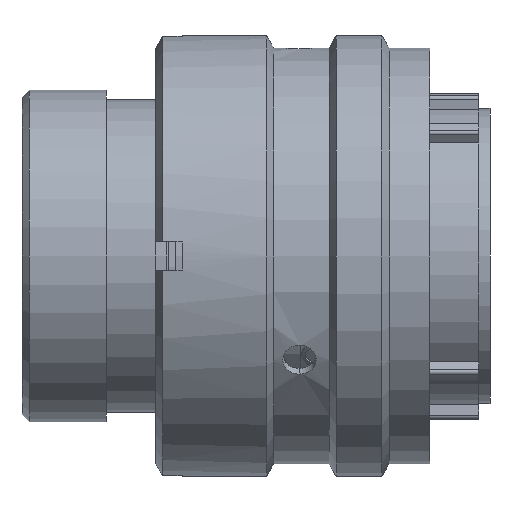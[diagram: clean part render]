
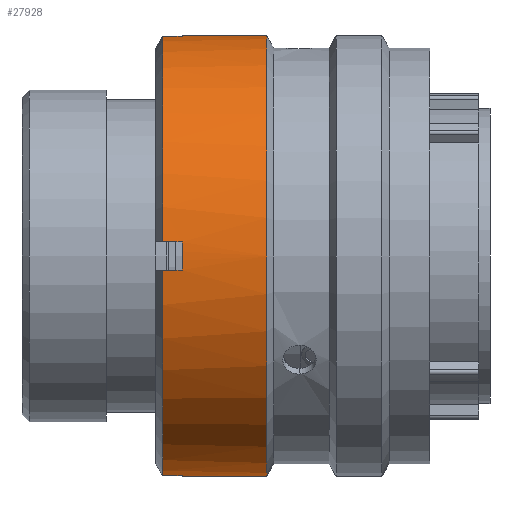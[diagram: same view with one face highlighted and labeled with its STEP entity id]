
A CAD part, front view. The second image highlights one B-rep face of the part: STEP entity #27928.
In plain terms, the highlighted cylindrical face has radius 15.7 mm (diameter 31.4 mm), a partial arc.
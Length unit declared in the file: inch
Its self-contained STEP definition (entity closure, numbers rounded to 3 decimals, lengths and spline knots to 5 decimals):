
#5713 = CARTESIAN_POINT ( 'NONE',  ( 0.68661, 0., -0.61811 ) ) ;
#5754 = CARTESIAN_POINT ( 'NONE',  ( 0.44961, -0.03937, 0.61686 ) ) ;
#5925 = CARTESIAN_POINT ( 'NONE',  ( 0.44961, -0.61686, -0.03937 ) ) ;
#6027 = CARTESIAN_POINT ( 'NONE',  ( 0.39449, -0.03937, -0.61686 ) ) ;
#6080 = CARTESIAN_POINT ( 'NONE',  ( 0.39449, -0.03937, 0.61686 ) ) ;
#6216 = CARTESIAN_POINT ( 'NONE',  ( 0.39449, -0.61686, 0.03937 ) ) ;
#7315 = EDGE_LOOP ( 'NONE', ( #67566, #67568, #67570, #67572, #67574, #67576, #67578, #67580, #67582, #67584, #67586, #67588 ) ) ;
#9939 = CARTESIAN_POINT ( 'NONE',  ( 0.39449, -0.61686, -0.03937 ) ) ;
#9972 = CARTESIAN_POINT ( 'NONE',  ( 0.44961, -0.03937, -0.61686 ) ) ;
#9975 = CARTESIAN_POINT ( 'NONE',  ( 0.44961, 0., 0.61811 ) ) ;
#9999 = CARTESIAN_POINT ( 'NONE',  ( 0.44961, 0., -0.61811 ) ) ;
#10023 = CARTESIAN_POINT ( 'NONE',  ( 0.68661, 0., 0.61811 ) ) ;
#10213 = CARTESIAN_POINT ( 'NONE',  ( 0.44961, -0.61686, 0.03937 ) ) ;
#20867 = CYLINDRICAL_SURFACE ( 'NONE', #21424, 0.61811 ) ;
#20868 = FACE_OUTER_BOUND ( 'NONE', #7315, .T. ) ;
#20869 = CARTESIAN_POINT ( 'NONE',  ( 1.14449, 0., 0. ) ) ;
#20881 = DIRECTION ( 'NONE',  ( 1., 0., 0. ) ) ;
#20882 = DIRECTION ( 'NONE',  ( 0., 0., -1. ) ) ;
#21424 = AXIS2_PLACEMENT_3D ( 'NONE', #20869, #20881, #20882 ) ;
#27928 = ADVANCED_FACE ( 'NONE', ( #20868 ), #20867, .T. ) ;
#29216 = VERTEX_POINT ( 'NONE', #9939 ) ;
#29249 = VERTEX_POINT ( 'NONE', #9972 ) ;
#29252 = VERTEX_POINT ( 'NONE', #9975 ) ;
#29276 = VERTEX_POINT ( 'NONE', #9999 ) ;
#29300 = VERTEX_POINT ( 'NONE', #10023 ) ;
#29497 = VERTEX_POINT ( 'NONE', #10213 ) ;
#29683 = VERTEX_POINT ( 'NONE', #5713 ) ;
#29735 = VERTEX_POINT ( 'NONE', #5754 ) ;
#29899 = VERTEX_POINT ( 'NONE', #5925 ) ;
#30015 = VERTEX_POINT ( 'NONE', #6027 ) ;
#30057 = VERTEX_POINT ( 'NONE', #6080 ) ;
#30193 = VERTEX_POINT ( 'NONE', #6216 ) ;
#36831 = EDGE_CURVE ( 'NONE', #29252, #29300, #59381, .T. ) ;
#36833 = EDGE_CURVE ( 'NONE', #29276, #29683, #59388, .T. ) ;
#36958 = EDGE_CURVE ( 'NONE', #30057, #30193, #64719, .T. ) ;
#36966 = EDGE_CURVE ( 'NONE', #29252, #29735, #64720, .T. ) ;
#36967 = EDGE_CURVE ( 'NONE', #29735, #30057, #60072, .T. ) ;
#36968 = EDGE_CURVE ( 'NONE', #30193, #29497, #63753, .T. ) ;
#36970 = EDGE_CURVE ( 'NONE', #29497, #29899, #64725, .T. ) ;
#36972 = EDGE_CURVE ( 'NONE', #29899, #29216, #60076, .T. ) ;
#36974 = EDGE_CURVE ( 'NONE', #29216, #30015, #64728, .T. ) ;
#36976 = EDGE_CURVE ( 'NONE', #30015, #29249, #63756, .T. ) ;
#36978 = EDGE_CURVE ( 'NONE', #29249, #29276, #64731, .T. ) ;
#36980 = EDGE_CURVE ( 'NONE', #29300, #29683, #64732, .T. ) ;
#59377 = CARTESIAN_POINT ( 'NONE',  ( 1.14449, 0., 0.61811 ) ) ;
#59381 = LINE ( 'NONE', #59377, #64679 ) ;
#59387 = DIRECTION ( 'NONE',  ( 1., 0., 0. ) ) ;
#59388 = LINE ( 'NONE', #59390, #64682 ) ;
#59390 = CARTESIAN_POINT ( 'NONE',  ( 1.14449, 0., -0.61811 ) ) ;
#59391 = DIRECTION ( 'NONE',  ( 1., 0., 0. ) ) ;
#60053 = CARTESIAN_POINT ( 'NONE',  ( 0.39449, 0., 0. ) ) ;
#60054 = DIRECTION ( 'NONE',  ( 1., 0., 0. ) ) ;
#60055 = DIRECTION ( 'NONE',  ( 0., 0., -1. ) ) ;
#60071 = CARTESIAN_POINT ( 'NONE',  ( 1.14449, -0.03937, 0.61686 ) ) ;
#60072 = LINE ( 'NONE', #60071, #64722 ) ;
#60076 = LINE ( 'NONE', #63748, #64726 ) ;
#63748 = CARTESIAN_POINT ( 'NONE',  ( 1.14449, -0.61686, -0.03937 ) ) ;
#63749 = CARTESIAN_POINT ( 'NONE',  ( 0.44961, 0., 0. ) ) ;
#63750 = DIRECTION ( 'NONE',  ( 1., 0., 0. ) ) ;
#63751 = DIRECTION ( 'NONE',  ( 0., 0., 1. ) ) ;
#63752 = DIRECTION ( 'NONE',  ( -1., 0., 0. ) ) ;
#63753 = LINE ( 'NONE', #63754, #64724 ) ;
#63754 = CARTESIAN_POINT ( 'NONE',  ( 1.14449, -0.61686, 0.03937 ) ) ;
#63755 = DIRECTION ( 'NONE',  ( 1., 0., 0. ) ) ;
#63756 = LINE ( 'NONE', #63757, #64729 ) ;
#63757 = CARTESIAN_POINT ( 'NONE',  ( 1.14449, -0.03937, -0.61686 ) ) ;
#63758 = CARTESIAN_POINT ( 'NONE',  ( 0.44961, 0., 0. ) ) ;
#63759 = DIRECTION ( 'NONE',  ( 1., 0., 0. ) ) ;
#63760 = DIRECTION ( 'NONE',  ( 0., 0., 1. ) ) ;
#63761 = DIRECTION ( 'NONE',  ( -1., 0., 0. ) ) ;
#63762 = CARTESIAN_POINT ( 'NONE',  ( 0.39449, 0., 0. ) ) ;
#63763 = DIRECTION ( 'NONE',  ( 1., 0., 0. ) ) ;
#63764 = DIRECTION ( 'NONE',  ( 0., 0., -1. ) ) ;
#63765 = DIRECTION ( 'NONE',  ( 1., 0., 0. ) ) ;
#63768 = CARTESIAN_POINT ( 'NONE',  ( 0.44961, 0., 0. ) ) ;
#63769 = DIRECTION ( 'NONE',  ( 1., 0., 0. ) ) ;
#63770 = DIRECTION ( 'NONE',  ( 0., 0., 1. ) ) ;
#63772 = CARTESIAN_POINT ( 'NONE',  ( 0.68661, 0., 0. ) ) ;
#63773 = DIRECTION ( 'NONE',  ( 1., 0., 0. ) ) ;
#63774 = DIRECTION ( 'NONE',  ( 0., 0., -1. ) ) ;
#64679 = VECTOR ( 'NONE', #59387, 39.37008 ) ;
#64682 = VECTOR ( 'NONE', #59391, 39.37008 ) ;
#64719 = CIRCLE ( 'NONE', #64721, 0.61811 ) ;
#64720 = CIRCLE ( 'NONE', #64723, 0.61811 ) ;
#64721 = AXIS2_PLACEMENT_3D ( 'NONE', #60053, #60054, #60055 ) ;
#64722 = VECTOR ( 'NONE', #63752, 39.37008 ) ;
#64723 = AXIS2_PLACEMENT_3D ( 'NONE', #63749, #63750, #63751 ) ;
#64724 = VECTOR ( 'NONE', #63755, 39.37008 ) ;
#64725 = CIRCLE ( 'NONE', #64727, 0.61811 ) ;
#64726 = VECTOR ( 'NONE', #63761, 39.37008 ) ;
#64727 = AXIS2_PLACEMENT_3D ( 'NONE', #63758, #63759, #63760 ) ;
#64728 = CIRCLE ( 'NONE', #64730, 0.61811 ) ;
#64729 = VECTOR ( 'NONE', #63765, 39.37008 ) ;
#64730 = AXIS2_PLACEMENT_3D ( 'NONE', #63762, #63763, #63764 ) ;
#64731 = CIRCLE ( 'NONE', #64733, 0.61811 ) ;
#64732 = CIRCLE ( 'NONE', #64735, 0.61811 ) ;
#64733 = AXIS2_PLACEMENT_3D ( 'NONE', #63768, #63769, #63770 ) ;
#64735 = AXIS2_PLACEMENT_3D ( 'NONE', #63772, #63773, #63774 ) ;
#67566 = ORIENTED_EDGE ( 'NONE', *, *, #36831, .F. ) ;
#67568 = ORIENTED_EDGE ( 'NONE', *, *, #36966, .T. ) ;
#67570 = ORIENTED_EDGE ( 'NONE', *, *, #36967, .T. ) ;
#67572 = ORIENTED_EDGE ( 'NONE', *, *, #36958, .T. ) ;
#67574 = ORIENTED_EDGE ( 'NONE', *, *, #36968, .T. ) ;
#67576 = ORIENTED_EDGE ( 'NONE', *, *, #36970, .T. ) ;
#67578 = ORIENTED_EDGE ( 'NONE', *, *, #36972, .T. ) ;
#67580 = ORIENTED_EDGE ( 'NONE', *, *, #36974, .T. ) ;
#67582 = ORIENTED_EDGE ( 'NONE', *, *, #36976, .T. ) ;
#67584 = ORIENTED_EDGE ( 'NONE', *, *, #36978, .T. ) ;
#67586 = ORIENTED_EDGE ( 'NONE', *, *, #36833, .T. ) ;
#67588 = ORIENTED_EDGE ( 'NONE', *, *, #36980, .F. ) ;
